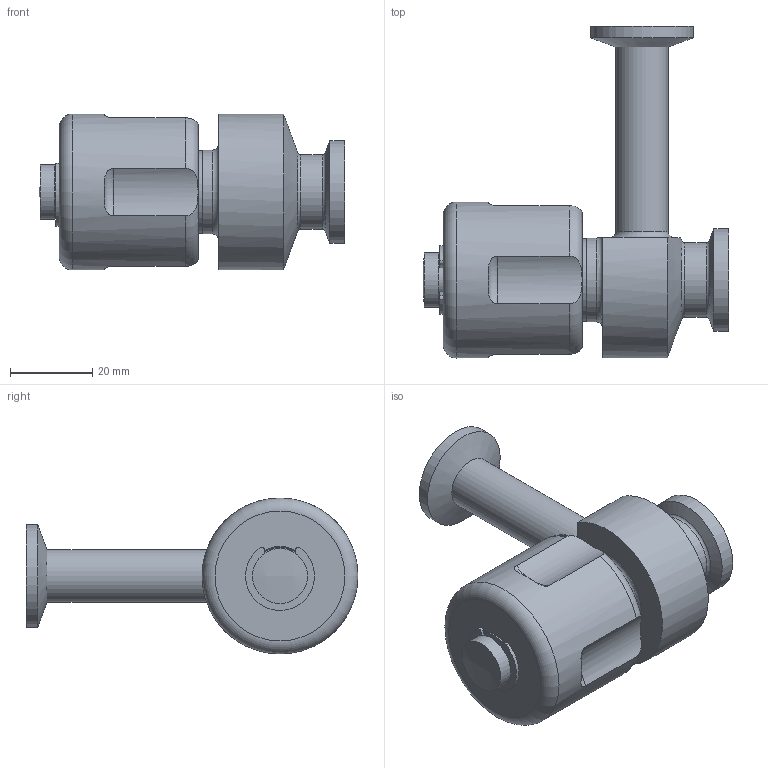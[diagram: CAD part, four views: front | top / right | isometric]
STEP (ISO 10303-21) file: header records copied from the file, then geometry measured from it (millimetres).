
FILE_DESCRIPTION(/* description */ (''),/* implementation_level */ '2;1');
FILE_NAME(/* name */ 'SV26TE75D.stp',/* time_stamp */ '2022-06-02T11:37:35-04:00',/* author */ ('stevend'),/* organization */ (''),/* preprocessor_version */ 'ST-DEVELOPER v18',/* originating_system */ 'Autodesk Inventor 2020',/* authorisation */ '');
FILE_SCHEMA (('AUTOMOTIVE_DESIGN { 1 0 10303 214 3 1 1 }'));
Length unit declared in the file: inch
Products named in the file (6): SV26 STEM ASSEMBLY VITON; SV26STOPSTEM; SVIN26KNOB-ULT-BLACK-O; 3805XXC-NA-O; SV2675D; SV2610DINDICATOR
Assembly tree (5 placements, depth 2):
  SV26 STEM ASSEMBLY VITON
    SV26STOPSTEM
    SVIN26KNOB-ULT-BLACK-O
    3805XXC-NA-O
    SV2675D
    SV2610DINDICATOR
Bounding box: 74.21 x 80.66 x 37.9 mm (x, y, z)
Volume: 53844.8 mm3; surface area: 25202.6 mm2
Topology: 5 solids, 5 shells, 115 faces, 319 edges, 225 vertices
Faces by surface type: cylinder 46, plane 40, torus 13, cone 11, bspline 4, sphere 1
Full cylindrical faces by diameter (mm): 2.413 x1, 4.648 x2, 6.731 x1, 8.57 x1, 9.398 x1, 9.474 x1, 12.7 x1, 13.335 x3, 13.843 x1, 14.224 x1, 18.034 x1, 18.669 x1, 18.771 x1, 19.685 x1, 20.193 x1, 20.371 x2, 21.793 x1, 21.895 x2, 24.435 x1, 24.994 x2, 37.897 x1
Entity records: 4678 total; most frequent: CARTESIAN_POINT 1339, DIRECTION 706, ORIENTED_EDGE 638, EDGE_CURVE 319, AXIS2_PLACEMENT_3D 302, VERTEX_POINT 225, CIRCLE 180, EDGE_LOOP 140
